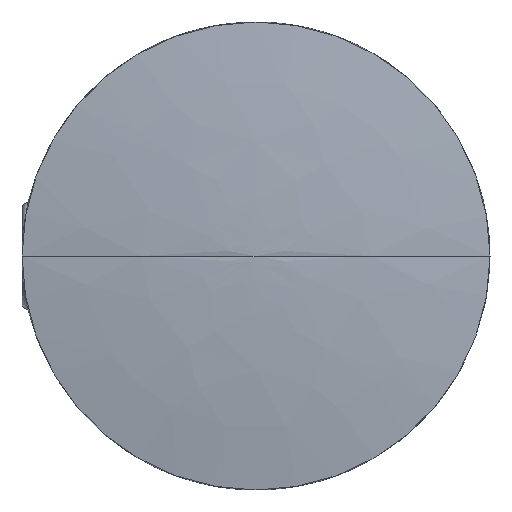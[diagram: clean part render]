
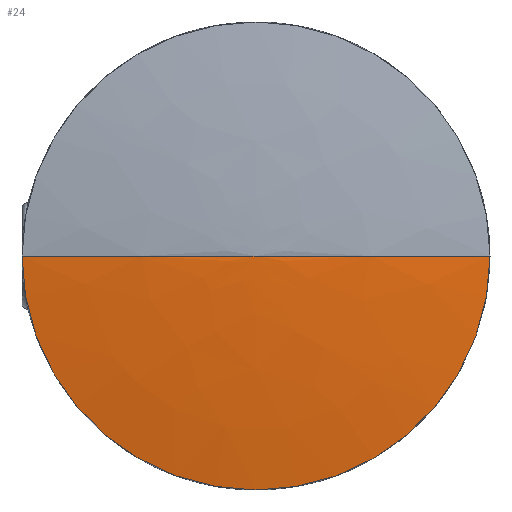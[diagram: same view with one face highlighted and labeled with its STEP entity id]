
A CAD part, left-side view. The second image highlights one B-rep face of the part: STEP entity #24.
In plain terms, the highlighted free-form (B-spline) face has degree [2, 3] with [3, 4] control points.
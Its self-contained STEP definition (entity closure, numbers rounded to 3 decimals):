
#24 = ADVANCED_FACE ( 'NONE', ( #278 ), #4198, .F. ) ;
#278 = FACE_OUTER_BOUND ( 'NONE', #4859, .T. ) ;
#320 = CARTESIAN_POINT ( 'NONE',  ( -69.926, 0., 0. ) ) ;
#390 = DIRECTION ( 'NONE',  ( 0., 0., 1. ) ) ;
#428 = CARTESIAN_POINT ( 'NONE',  ( -70.773, -5.274, 0. ) ) ;
#447 = CIRCLE ( 'NONE', #2087, 11. ) ;
#473 = CARTESIAN_POINT ( 'NONE',  ( -70.753, 0., 0. ) ) ;
#504 = CARTESIAN_POINT ( 'NONE',  ( -70.753, 0., 0. ) ) ;
#1025 = DIRECTION ( 'NONE',  ( -1., 0., 0. ) ) ;
#1343 = ORIENTED_EDGE ( 'NONE', *, *, #3353, .F. ) ;
#1440 = CARTESIAN_POINT ( 'NONE',  ( -70.773, 5.274, 0. ) ) ;
#1609 = B_SPLINE_CURVE_WITH_KNOTS ( 'NONE', 2,
 ( #1956, #1440, #3540 ),
 .UNSPECIFIED., .F., .F.,
 ( 3, 3 ),
 ( 0., 1. ),
 .UNSPECIFIED. ) ;
#1612 = ORIENTED_EDGE ( 'NONE', *, *, #4264, .T. ) ;
#1647 = CARTESIAN_POINT ( 'NONE',  ( -69.926, 0., -11. ) ) ;
#1792 = CARTESIAN_POINT ( 'NONE',  ( -69.926, 11., 0. ) ) ;
#1852 = CARTESIAN_POINT ( 'NONE',  ( -69.926, 11., -22. ) ) ;
#1884 = CARTESIAN_POINT ( 'NONE',  ( -70.773, 5.274, -10.547 ) ) ;
#1921 = CARTESIAN_POINT ( 'NONE',  ( -70.753, 0., 0. ) ) ;
#1956 = CARTESIAN_POINT ( 'NONE',  ( -69.926, 11., 0. ) ) ;
#2087 = AXIS2_PLACEMENT_3D ( 'NONE', #5743, #1025, #6299 ) ;
#2705 = ORIENTED_EDGE ( 'NONE', *, *, #5782, .T. ) ;
#3089 = AXIS2_PLACEMENT_3D ( 'NONE', #320, #5123, #390 ) ;
#3330 = B_SPLINE_CURVE_WITH_KNOTS ( 'NONE', 2,
 ( #6239, #428, #4619 ),
 .UNSPECIFIED., .F., .F.,
 ( 3, 3 ),
 ( 0., 1. ),
 .UNSPECIFIED. ) ;
#3353 = EDGE_CURVE ( 'NONE', #6323, #3442, #1609, .T. ) ;
#3442 = VERTEX_POINT ( 'NONE', #473 ) ;
#3540 = CARTESIAN_POINT ( 'NONE',  ( -70.753, 0., 0. ) ) ;
#3640 = CIRCLE ( 'NONE', #3089, 11. ) ;
#3950 = CARTESIAN_POINT ( 'NONE',  ( -69.926, -11., -22. ) ) ;
#3985 = CARTESIAN_POINT ( 'NONE',  ( -70.773, -5.274, -10.547 ) ) ;
#4198 =( BOUNDED_SURFACE ( )  B_SPLINE_SURFACE ( 2, 3, ( 
 ( #6565, #1852, #3950, #6046 ),
 ( #5533, #1884, #3985, #5049 ),
 ( #6116, #5114, #1921, #504 ) ),
 .UNSPECIFIED., .F., .F., .T. ) 
 B_SPLINE_SURFACE_WITH_KNOTS ( ( 3, 3 ),
 ( 4, 4 ),
 ( 0., 1. ),
 ( 0., 1. ),
 .UNSPECIFIED. ) 
 GEOMETRIC_REPRESENTATION_ITEM ( )  RATIONAL_B_SPLINE_SURFACE ( (
 ( 1., 0.333, 0.333, 1.),
 ( 1., 0.333, 0.333, 1.),
 ( 1., 0.333, 0.333, 1.) ) ) 
 REPRESENTATION_ITEM ( '' )  SURFACE ( )  );
#4256 = ORIENTED_EDGE ( 'NONE', *, *, #5021, .T. ) ;
#4264 = EDGE_CURVE ( 'NONE', #4658, #3442, #3330, .T. ) ;
#4619 = CARTESIAN_POINT ( 'NONE',  ( -70.753, 0., 0. ) ) ;
#4658 = VERTEX_POINT ( 'NONE', #6028 ) ;
#4859 = EDGE_LOOP ( 'NONE', ( #2705, #1612, #1343, #4256 ) ) ;
#5021 = EDGE_CURVE ( 'NONE', #6323, #6133, #447, .T. ) ;
#5049 = CARTESIAN_POINT ( 'NONE',  ( -70.773, -5.274, 0. ) ) ;
#5114 = CARTESIAN_POINT ( 'NONE',  ( -70.753, 0., 0. ) ) ;
#5123 = DIRECTION ( 'NONE',  ( -1., 0., 0. ) ) ;
#5533 = CARTESIAN_POINT ( 'NONE',  ( -70.773, 5.274, 0. ) ) ;
#5743 = CARTESIAN_POINT ( 'NONE',  ( -69.926, 0., 0. ) ) ;
#5782 = EDGE_CURVE ( 'NONE', #6133, #4658, #3640, .T. ) ;
#6028 = CARTESIAN_POINT ( 'NONE',  ( -69.926, -11., 0. ) ) ;
#6046 = CARTESIAN_POINT ( 'NONE',  ( -69.926, -11., 0. ) ) ;
#6116 = CARTESIAN_POINT ( 'NONE',  ( -70.753, 0., 0. ) ) ;
#6133 = VERTEX_POINT ( 'NONE', #1647 ) ;
#6239 = CARTESIAN_POINT ( 'NONE',  ( -69.926, -11., 0. ) ) ;
#6299 = DIRECTION ( 'NONE',  ( 0., 0., 1. ) ) ;
#6323 = VERTEX_POINT ( 'NONE', #1792 ) ;
#6565 = CARTESIAN_POINT ( 'NONE',  ( -69.926, 11., 0. ) ) ;
